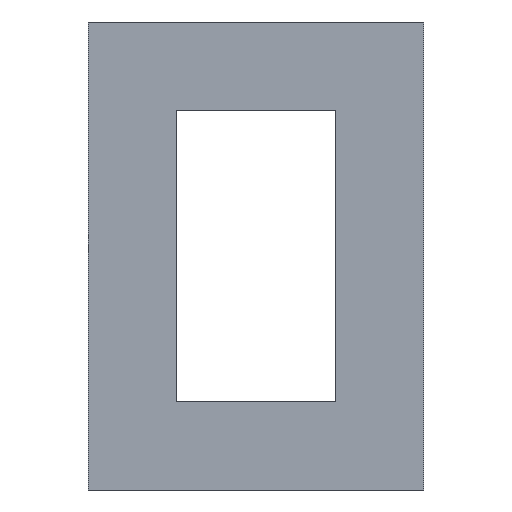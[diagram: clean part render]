
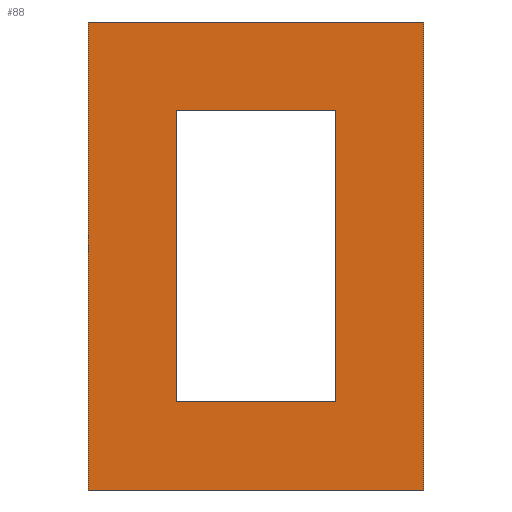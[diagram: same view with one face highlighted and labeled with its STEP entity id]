
A CAD part, left-side view. The second image highlights one B-rep face of the part: STEP entity #88.
In plain terms, the highlighted planar face has unit normal (-1, 0, 0).
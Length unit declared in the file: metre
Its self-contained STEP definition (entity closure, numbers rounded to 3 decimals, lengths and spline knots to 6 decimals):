
#88 = ADVANCED_FACE( '', ( #181, #182 ), #183, .F. );
#181 = FACE_OUTER_BOUND( '', #270, .T. );
#182 = FACE_BOUND( '', #271, .T. );
#183 = PLANE( '', #272 );
#270 = EDGE_LOOP( '', ( #455, #456, #457, #458 ) );
#271 = EDGE_LOOP( '', ( #459, #460, #461, #462 ) );
#272 = AXIS2_PLACEMENT_3D( '', #463, #464, #465 );
#455 = ORIENTED_EDGE( '', *, *, #567, .T. );
#456 = ORIENTED_EDGE( '', *, *, #557, .F. );
#457 = ORIENTED_EDGE( '', *, *, #497, .F. );
#458 = ORIENTED_EDGE( '', *, *, #563, .T. );
#459 = ORIENTED_EDGE( '', *, *, #568, .T. );
#460 = ORIENTED_EDGE( '', *, *, #506, .T. );
#461 = ORIENTED_EDGE( '', *, *, #540, .F. );
#462 = ORIENTED_EDGE( '', *, *, #520, .F. );
#463 = CARTESIAN_POINT( '', ( 0., -0.019, -0.01325 ) );
#464 = DIRECTION( '', ( 1., 0., 0. ) );
#465 = DIRECTION( '', ( 0., 0., -1. ) );
#497 = EDGE_CURVE( '', #579, #581, #582, .T. );
#506 = EDGE_CURVE( '', #598, #596, #599, .T. );
#520 = EDGE_CURVE( '', #618, #620, #621, .T. );
#540 = EDGE_CURVE( '', #620, #596, #651, .T. );
#557 = EDGE_CURVE( '', #581, #672, #676, .T. );
#563 = EDGE_CURVE( '', #579, #681, #683, .T. );
#567 = EDGE_CURVE( '', #681, #672, #687, .T. );
#568 = EDGE_CURVE( '', #618, #598, #688, .T. );
#579 = VERTEX_POINT( '', #700 );
#581 = VERTEX_POINT( '', #703 );
#582 = LINE( '', #704, #705 );
#596 = VERTEX_POINT( '', #725 );
#598 = VERTEX_POINT( '', #728 );
#599 = LINE( '', #729, #730 );
#618 = VERTEX_POINT( '', #756 );
#620 = VERTEX_POINT( '', #759 );
#621 = LINE( '', #760, #761 );
#651 = LINE( '', #799, #800 );
#672 = VERTEX_POINT( '', #831 );
#676 = LINE( '', #837, #838 );
#681 = VERTEX_POINT( '', #844 );
#683 = LINE( '', #847, #848 );
#687 = LINE( '', #853, #854 );
#688 = LINE( '', #855, #856 );
#700 = CARTESIAN_POINT( '', ( 0., -0.019, 0. ) );
#703 = CARTESIAN_POINT( '', ( 0., -0.019, -0.0265 ) );
#704 = CARTESIAN_POINT( '', ( 0., -0.019, -0.01325 ) );
#705 = VECTOR( '', #865, 1. );
#725 = CARTESIAN_POINT( '', ( 0., -0.014, -0.0215 ) );
#728 = CARTESIAN_POINT( '', ( 0., -0.014, -0.005 ) );
#729 = CARTESIAN_POINT( '', ( 0., -0.014, -0.01325 ) );
#730 = VECTOR( '', #873, 1. );
#756 = CARTESIAN_POINT( '', ( 0., -0.005, -0.005 ) );
#759 = CARTESIAN_POINT( '', ( 0., -0.005, -0.0215 ) );
#760 = CARTESIAN_POINT( '', ( 0., -0.005, -0.01325 ) );
#761 = VECTOR( '', #888, 1. );
#799 = CARTESIAN_POINT( '', ( 0., -0.0095, -0.0215 ) );
#800 = VECTOR( '', #909, 1. );
#831 = CARTESIAN_POINT( '', ( 0., 0., -0.0265 ) );
#837 = CARTESIAN_POINT( '', ( 0., -0.019, -0.0265 ) );
#838 = VECTOR( '', #925, 1. );
#844 = CARTESIAN_POINT( '', ( 0., 0., 0. ) );
#847 = CARTESIAN_POINT( '', ( 0., -0.019, 0. ) );
#848 = VECTOR( '', #928, 1. );
#853 = CARTESIAN_POINT( '', ( 0., 0., -0.01325 ) );
#854 = VECTOR( '', #930, 1. );
#855 = CARTESIAN_POINT( '', ( 0., -0.0095, -0.005 ) );
#856 = VECTOR( '', #931, 1. );
#865 = DIRECTION( '', ( 0., 0., -1. ) );
#873 = DIRECTION( '', ( 0., 0., -1. ) );
#888 = DIRECTION( '', ( 0., 0., -1. ) );
#909 = DIRECTION( '', ( 0., -1., 0. ) );
#925 = DIRECTION( '', ( 0., 1., 0. ) );
#928 = DIRECTION( '', ( 0., 1., 0. ) );
#930 = DIRECTION( '', ( 0., 0., -1. ) );
#931 = DIRECTION( '', ( 0., -1., 0. ) );
